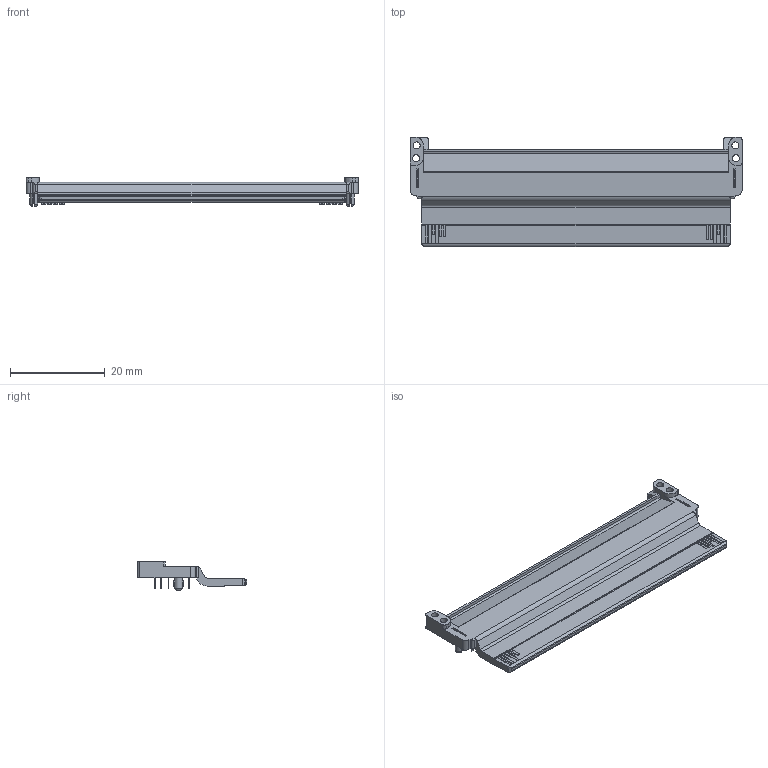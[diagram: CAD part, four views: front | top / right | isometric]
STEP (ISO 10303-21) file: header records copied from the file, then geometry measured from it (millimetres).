
FILE_DESCRIPTION((''),'2;1');
FILE_NAME('HARTING_16 23 170 1301 000.stp','2013-07-16T17:16:42',(''),(''),'Mechanical Desktop 2011','Mechanical Desktop 2011',', , ');
FILE_SCHEMA(('AUTOMOTIVE_DESIGN { 1 2 10303 214 1 1 1 1 }'));
Length unit declared in the file: millimetre
Products named in the file (1): Product
Bounding box: 69.9 x 23 x 6.05 mm (x, y, z)
Volume: 2424.6 mm3; surface area: 3730.4 mm2
Topology: 53 solids, 53 shells, 602 faces, 1518 edges, 1016 vertices
Faces by surface type: plane 402, cylinder 172, bspline 24, cone 4
Entity records: 18250 total; most frequent: CARTESIAN_POINT 3407, ORIENTED_EDGE 3036, DIRECTION 3019, EDGE_CURVE 1518, VECTOR 1127, LINE 1127, VERTEX_POINT 1016, AXIS2_PLACEMENT_3D 946
